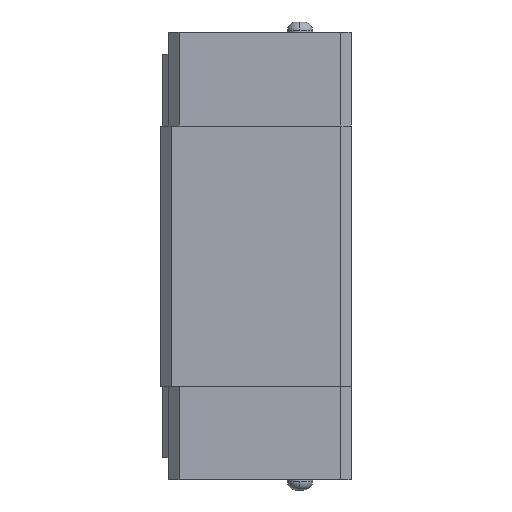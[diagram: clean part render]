
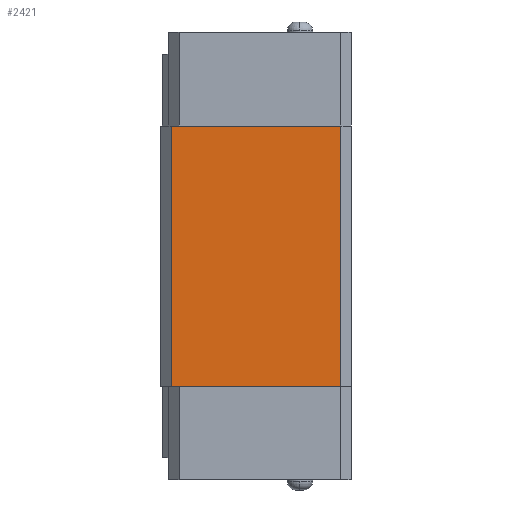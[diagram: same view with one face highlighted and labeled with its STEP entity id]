
A CAD part, left-side view. The second image highlights one B-rep face of the part: STEP entity #2421.
In plain terms, the highlighted planar face has unit normal (-1, 0, 0).
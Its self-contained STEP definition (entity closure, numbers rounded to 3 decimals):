
#6 = DIRECTION ( 'NONE',  ( 0., 0., 1. ) ) ;
#398 = CARTESIAN_POINT ( 'NONE',  ( -24., -9.6, 0. ) ) ;
#401 = CARTESIAN_POINT ( 'NONE',  ( -24., 13.6, 0. ) ) ;
#2360 = ORIENTED_EDGE ( 'NONE', *, *, #2450, .F. ) ;
#2394 = EDGE_LOOP ( 'NONE', ( #2423, #2397, #2422, #2360 ) ) ;
#2395 = EDGE_CURVE ( 'NONE', #2453, #2400, #3925, .T. ) ;
#2396 = EDGE_CURVE ( 'NONE', #2430, #2424, #3921, .T. ) ;
#2397 = ORIENTED_EDGE ( 'NONE', *, *, #2399, .F. ) ;
#2399 = EDGE_CURVE ( 'NONE', #2400, #2424, #3913, .T. ) ;
#2400 = VERTEX_POINT ( 'NONE', #4034 ) ;
#2421 = ADVANCED_FACE ( 'NONE', ( #4023 ), #4025, .F. ) ;
#2422 = ORIENTED_EDGE ( 'NONE', *, *, #2395, .F. ) ;
#2423 = ORIENTED_EDGE ( 'NONE', *, *, #2396, .T. ) ;
#2424 = VERTEX_POINT ( 'NONE', #401 ) ;
#2430 = VERTEX_POINT ( 'NONE', #398 ) ;
#2450 = EDGE_CURVE ( 'NONE', #2430, #2453, #3983, .T. ) ;
#2453 = VERTEX_POINT ( 'NONE', #3987 ) ;
#3911 = VECTOR ( 'NONE', #6, 1000. ) ;
#3912 = CARTESIAN_POINT ( 'NONE',  ( -24., 13.6, -29.5 ) ) ;
#3913 = LINE ( 'NONE', #3912, #3911 ) ;
#3918 = DIRECTION ( 'NONE',  ( 0., 1., 0. ) ) ;
#3919 = VECTOR ( 'NONE', #3918, 1000. ) ;
#3920 = CARTESIAN_POINT ( 'NONE',  ( -24., 0., 0. ) ) ;
#3921 = LINE ( 'NONE', #3920, #3919 ) ;
#3922 = DIRECTION ( 'NONE',  ( 0., 1., 0. ) ) ;
#3923 = VECTOR ( 'NONE', #3922, 1000. ) ;
#3924 = CARTESIAN_POINT ( 'NONE',  ( -24., 15., -35.5 ) ) ;
#3925 = LINE ( 'NONE', #3924, #3923 ) ;
#3967 = DIRECTION ( 'NONE',  ( 1., 0., 0. ) ) ;
#3968 = DIRECTION ( 'NONE',  ( 0., 0., -1. ) ) ;
#3969 = AXIS2_PLACEMENT_3D ( 'NONE', #3973, #3967, #3968 ) ;
#3973 = CARTESIAN_POINT ( 'NONE',  ( -24., -11., 0. ) ) ;
#3978 = VECTOR ( 'NONE', #3979, 1000. ) ;
#3979 = DIRECTION ( 'NONE',  ( 0., 0., -1. ) ) ;
#3980 = CARTESIAN_POINT ( 'NONE',  ( -24., -9.6, 0. ) ) ;
#3983 = LINE ( 'NONE', #3980, #3978 ) ;
#3987 = CARTESIAN_POINT ( 'NONE',  ( -24., -9.6, -35.5 ) ) ;
#4023 = FACE_OUTER_BOUND ( 'NONE', #2394, .T. ) ;
#4025 = PLANE ( 'NONE',  #3969 ) ;
#4034 = CARTESIAN_POINT ( 'NONE',  ( -24., 13.6, -35.5 ) ) ;
